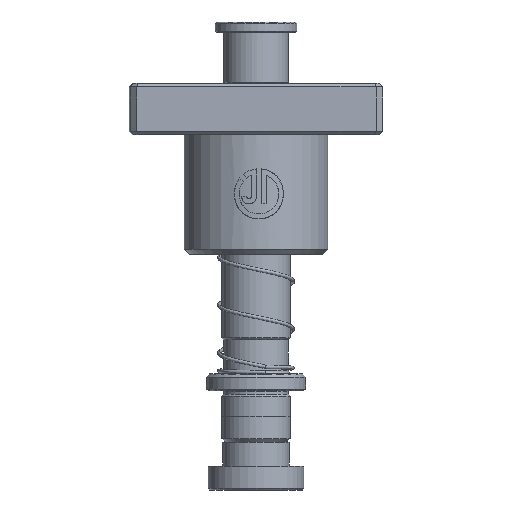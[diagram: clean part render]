
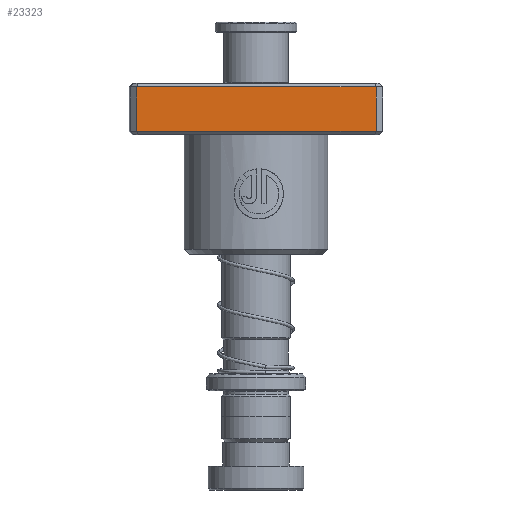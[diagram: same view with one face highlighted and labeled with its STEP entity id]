
A CAD part, front view. The second image highlights one B-rep face of the part: STEP entity #23323.
In plain terms, the highlighted face is planar.
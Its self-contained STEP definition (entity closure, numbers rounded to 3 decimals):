
#409 = VERTEX_POINT ( 'NONE', #4388 ) ;
#651 = DIRECTION ( 'NONE',  ( -1., 0., 0. ) ) ;
#885 = ORIENTED_EDGE ( 'NONE', *, *, #22255, .F. ) ;
#4388 = CARTESIAN_POINT ( 'NONE',  ( 35., 22., 14. ) ) ;
#4822 = EDGE_LOOP ( 'NONE', ( #33887, #19063, #885, #22874 ) ) ;
#7498 = CARTESIAN_POINT ( 'NONE',  ( 35., 22., 14. ) ) ;
#7826 = LINE ( 'NONE', #33519, #12992 ) ;
#8151 = AXIS2_PLACEMENT_3D ( 'NONE', #16324, #16202, #24405 ) ;
#8669 = CARTESIAN_POINT ( 'NONE',  ( -35., 22., 14. ) ) ;
#9004 = DIRECTION ( 'NONE',  ( 0., 0., -1. ) ) ;
#11339 = VECTOR ( 'NONE', #20698, 1000. ) ;
#12992 = VECTOR ( 'NONE', #9004, 1000. ) ;
#13003 = CARTESIAN_POINT ( 'NONE',  ( -35., 22., 15. ) ) ;
#13061 = FACE_OUTER_BOUND ( 'NONE', #4822, .T. ) ;
#13903 = LINE ( 'NONE', #13003, #11339 ) ;
#14044 = CARTESIAN_POINT ( 'NONE',  ( -35., 22., 1. ) ) ;
#14050 = VECTOR ( 'NONE', #32008, 1000. ) ;
#16202 = DIRECTION ( 'NONE',  ( 0., -1., 0. ) ) ;
#16309 = EDGE_CURVE ( 'NONE', #31684, #409, #28507, .T. ) ;
#16324 = CARTESIAN_POINT ( 'NONE',  ( -35., 22., 15. ) ) ;
#16806 = CARTESIAN_POINT ( 'NONE',  ( 35., 22., 1. ) ) ;
#19063 = ORIENTED_EDGE ( 'NONE', *, *, #20725, .T. ) ;
#20698 = DIRECTION ( 'NONE',  ( 0., 0., -1. ) ) ;
#20725 = EDGE_CURVE ( 'NONE', #23460, #22348, #25822, .T. ) ;
#22255 = EDGE_CURVE ( 'NONE', #31684, #22348, #13903, .T. ) ;
#22348 = VERTEX_POINT ( 'NONE', #23554 ) ;
#22874 = ORIENTED_EDGE ( 'NONE', *, *, #16309, .T. ) ;
#23323 = ADVANCED_FACE ( 'NONE', ( #13061 ), #32532, .F. ) ;
#23460 = VERTEX_POINT ( 'NONE', #16806 ) ;
#23554 = CARTESIAN_POINT ( 'NONE',  ( -35., 22., 1. ) ) ;
#23705 = VECTOR ( 'NONE', #651, 1000. ) ;
#24405 = DIRECTION ( 'NONE',  ( 0., 0., -1. ) ) ;
#25822 = LINE ( 'NONE', #14044, #23705 ) ;
#26018 = EDGE_CURVE ( 'NONE', #409, #23460, #7826, .T. ) ;
#28507 = LINE ( 'NONE', #7498, #14050 ) ;
#31684 = VERTEX_POINT ( 'NONE', #8669 ) ;
#32008 = DIRECTION ( 'NONE',  ( 1., 0., 0. ) ) ;
#32532 = PLANE ( 'NONE',  #8151 ) ;
#33519 = CARTESIAN_POINT ( 'NONE',  ( 35., 22., 15. ) ) ;
#33887 = ORIENTED_EDGE ( 'NONE', *, *, #26018, .T. ) ;
